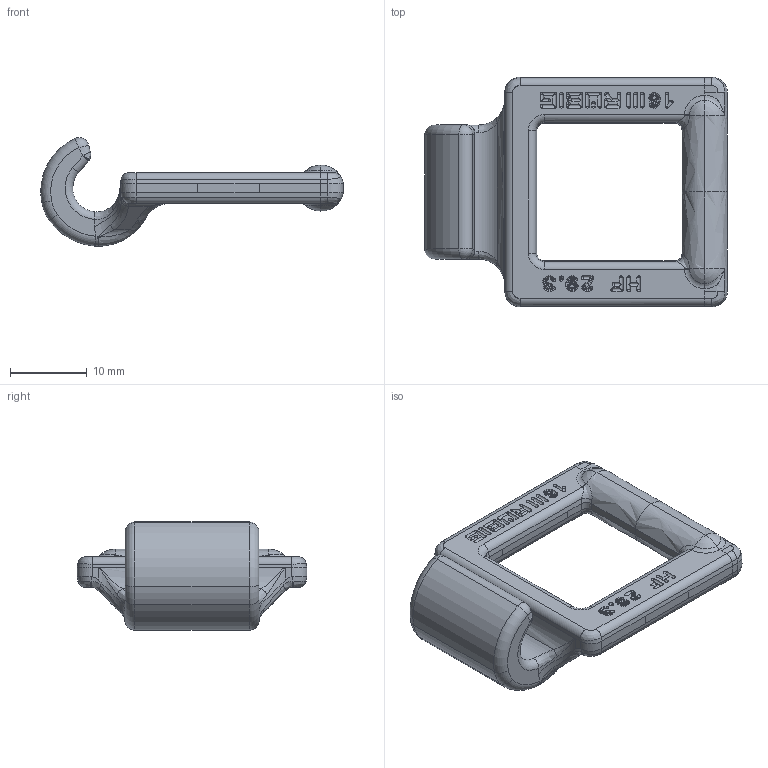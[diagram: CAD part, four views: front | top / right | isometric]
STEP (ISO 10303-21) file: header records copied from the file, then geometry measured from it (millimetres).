
FILE_DESCRIPTION(/* description */ (''),/* implementation_level */ '2;1');
FILE_NAME(/* name */ 'Kettenglied_T29-3.stp',/* time_stamp */ '2016-05-25T07:27:36+02:00',/* author */ (''),/* organization */ (''),/* preprocessor_version */ 'ST-DEVELOPER v15',/* originating_system */ 'SIEMENS PLM Software NX 8.5',/* authorisation */ '');
FILE_SCHEMA (('AUTOMOTIVE_DESIGN { 1 0 10303 214 3 1 1 1 }'));
Length unit declared in the file: millimetre
Products named in the file (1): haid1638ABC5m58v
Bounding box: 39.53 x 30 x 14.18 mm (x, y, z)
Volume: 3799.9 mm3; surface area: 2566.9 mm2
Topology: 1 solids, 1 shells, 677 faces, 1799 edges, 1065 vertices
Faces by surface type: cylinder 280, plane 181, bspline 116, sphere 70, torus 23, cone 4, extrusion 3
Entity records: 31384 total; most frequent: CARTESIAN_POINT 15882, ORIENTED_EDGE 3350, DIRECTION 3103, EDGE_CURVE 1675, AXIS2_PLACEMENT_3D 1118, VERTEX_POINT 1023, VECTOR 867, LINE 864
